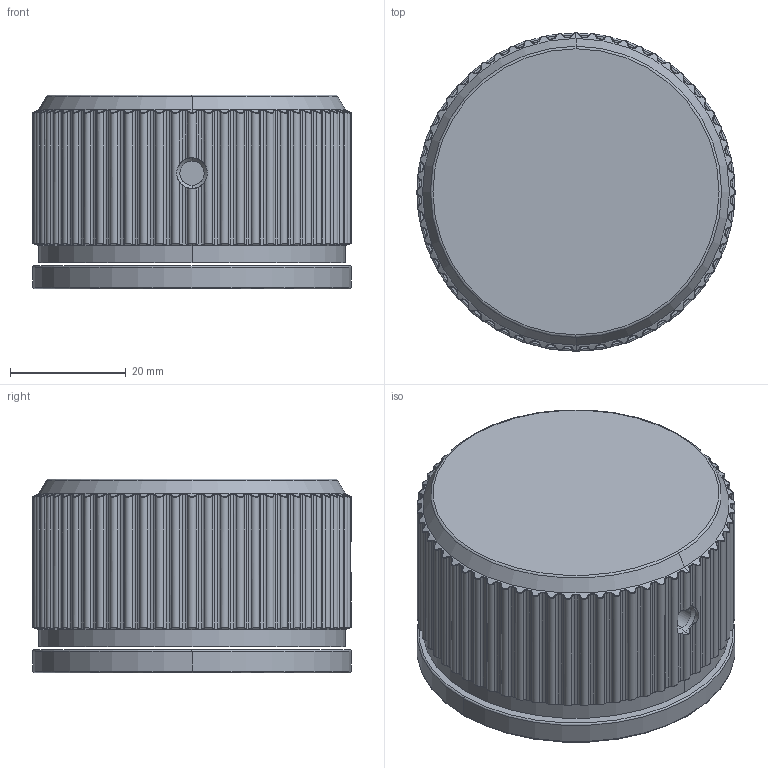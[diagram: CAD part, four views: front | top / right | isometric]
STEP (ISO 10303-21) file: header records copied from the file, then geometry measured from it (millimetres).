
FILE_DESCRIPTION((''),'2;1');
FILE_NAME('4998CP35LN_ASM','2024-07-09T15:57:31',('PC'),(''),'CREO PARAMETRIC BY PTC INC, 2024063','CREO PARAMETRIC BY PTC INC, 2024063','');
FILE_SCHEMA(('CONFIG_CONTROL_DESIGN','SHAPE_APPEARANCE_LAYERS_GROUPS'));
Products named in the file (3): 961104; 953104; 4998CP35LN_ASM
Assembly tree (2 placements, depth 2):
  4998CP35LN_ASM
    961104
    953104
Bounding box: 55 x 55 x 33.5 mm (x, y, z)
Volume: 28723.3 mm3; surface area: 17287.6 mm2
Topology: 2 solids, 2 shells, 559 faces, 1390 edges, 838 vertices
Faces by surface type: cylinder 273, bspline 182, torus 74, cone 18, plane 12
Entity records: 40091 total; most frequent: CARTESIAN_POINT 24066, ORIENTED_EDGE 2780, DIRECTION 2088, PRESENTATION_STYLE_ASSIGNMENT 1392, STYLED_ITEM 1392, CURVE_STYLE 1390, EDGE_CURVE 1390, AXIS2_PLACEMENT_3D 898
